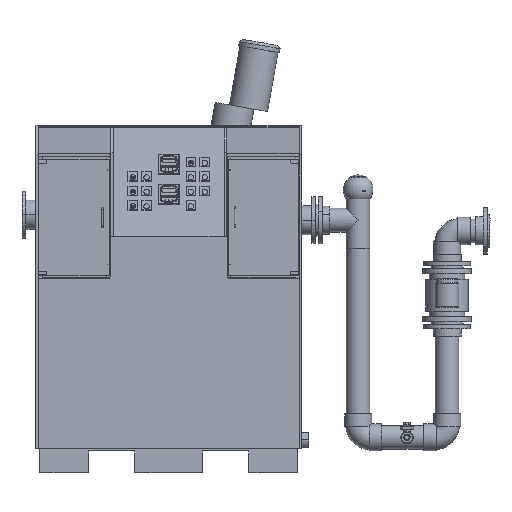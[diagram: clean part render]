
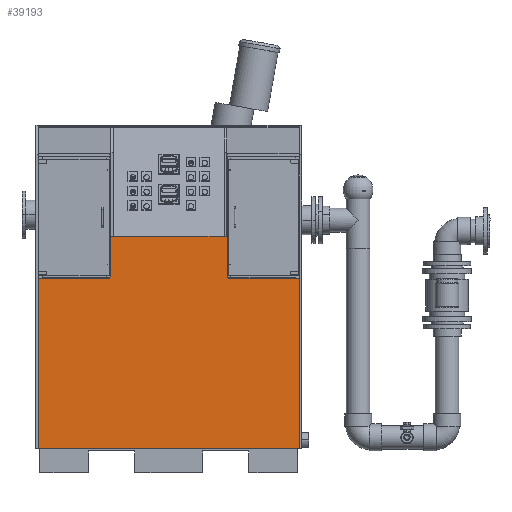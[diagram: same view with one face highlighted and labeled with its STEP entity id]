
A CAD part, front view. The second image highlights one B-rep face of the part: STEP entity #39193.
In plain terms, the highlighted face is planar.
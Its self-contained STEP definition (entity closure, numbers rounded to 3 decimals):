
#3078=VECTOR('',#45457,1.);
#3083=VECTOR('',#45469,1.);
#3086=VECTOR('',#45473,1.);
#3089=VECTOR('',#45477,1.);
#3093=VECTOR('',#45488,1.);
#3096=VECTOR('',#45492,1.);
#3099=VECTOR('',#45496,1.);
#3101=VECTOR('',#45499,1.);
#6897=LINE('',#54986,#3078);
#6902=LINE('',#55000,#3083);
#6905=LINE('',#55006,#3086);
#6908=LINE('',#55012,#3089);
#6912=LINE('',#55024,#3093);
#6915=LINE('',#55030,#3096);
#6918=LINE('',#55036,#3099);
#6920=LINE('',#55039,#3101);
#10642=PLANE('',#41622);
#12178=VERTEX_POINT('',#54985);
#12179=VERTEX_POINT('',#54987);
#12181=VERTEX_POINT('',#54993);
#12183=VERTEX_POINT('',#54999);
#12185=VERTEX_POINT('',#55005);
#12187=VERTEX_POINT('',#55011);
#12189=VERTEX_POINT('',#55017);
#12191=VERTEX_POINT('',#55023);
#12193=VERTEX_POINT('',#55029);
#12195=VERTEX_POINT('',#55035);
#15676=CIRCLE('',#41610,1.27);
#15678=CIRCLE('',#41616,1.27);
#16956=EDGE_CURVE('',#12179,#12178,#6897,.T.);
#16960=EDGE_CURVE('',#12178,#12181,#15676,.T.);
#16963=EDGE_CURVE('',#12181,#12183,#6902,.T.);
#16966=EDGE_CURVE('',#12183,#12185,#6905,.T.);
#16969=EDGE_CURVE('',#12185,#12187,#6908,.T.);
#16972=EDGE_CURVE('',#12187,#12189,#15678,.T.);
#16975=EDGE_CURVE('',#12189,#12191,#6912,.T.);
#16978=EDGE_CURVE('',#12191,#12193,#6915,.T.);
#16981=EDGE_CURVE('',#12193,#12195,#6918,.T.);
#16983=EDGE_CURVE('',#12195,#12179,#6920,.T.);
#22724=ORIENTED_EDGE('',*,*,#16983,.T.);
#22725=ORIENTED_EDGE('',*,*,#16956,.T.);
#22726=ORIENTED_EDGE('',*,*,#16960,.T.);
#22727=ORIENTED_EDGE('',*,*,#16963,.T.);
#22728=ORIENTED_EDGE('',*,*,#16966,.T.);
#22729=ORIENTED_EDGE('',*,*,#16969,.T.);
#22730=ORIENTED_EDGE('',*,*,#16972,.T.);
#22731=ORIENTED_EDGE('',*,*,#16975,.T.);
#22732=ORIENTED_EDGE('',*,*,#16978,.T.);
#22733=ORIENTED_EDGE('',*,*,#16981,.T.);
#33452=EDGE_LOOP('',(#22724,#22725,#22726,#22727,#22728,#22729,#22730,#22731,
#22732,#22733));
#36350=FACE_BOUND('',#33452,.T.);
#39193=ADVANCED_FACE('',(#36350),#10642,.F.);
#41610=AXIS2_PLACEMENT_3D('',#54994,#45464,#45465);
#41616=AXIS2_PLACEMENT_3D('',#55018,#45483,#45484);
#41622=AXIS2_PLACEMENT_3D('',#55041,#45501,$);
#45457=DIRECTION('',(1.,0.,0.));
#45464=DIRECTION('',(0.,0.,1.));
#45465=DIRECTION('',(1.27,0.,0.));
#45469=DIRECTION('',(0.,1.,0.));
#45473=DIRECTION('',(1.,0.,0.));
#45477=DIRECTION('',(0.,-1.,0.));
#45483=DIRECTION('',(0.,0.,1.));
#45484=DIRECTION('',(1.27,0.,0.));
#45488=DIRECTION('',(1.,0.,0.));
#45492=DIRECTION('',(0.,-1.,0.));
#45496=DIRECTION('',(-1.,0.,0.));
#45499=DIRECTION('',(0.,1.,0.));
#45501=DIRECTION('',(0.,0.,1.));
#54985=CARTESIAN_POINT('',(-28.575,79.375,0.));
#54986=CARTESIAN_POINT('',(-60.96,79.375,0.));
#54987=CARTESIAN_POINT('',(-60.96,79.375,0.));
#54993=CARTESIAN_POINT('',(-27.305,80.645,0.));
#54994=CARTESIAN_POINT('',(-28.575,80.645,0.));
#54999=CARTESIAN_POINT('',(-27.305,99.06,0.));
#55000=CARTESIAN_POINT('',(-27.305,80.645,0.));
#55005=CARTESIAN_POINT('',(27.305,99.06,0.));
#55006=CARTESIAN_POINT('',(-27.305,99.06,0.));
#55011=CARTESIAN_POINT('',(27.305,80.645,0.));
#55012=CARTESIAN_POINT('',(27.305,99.06,0.));
#55017=CARTESIAN_POINT('',(28.575,79.375,0.));
#55018=CARTESIAN_POINT('',(28.575,80.645,0.));
#55023=CARTESIAN_POINT('',(60.96,79.375,0.));
#55024=CARTESIAN_POINT('',(28.575,79.375,0.));
#55029=CARTESIAN_POINT('',(60.96,0.,0.));
#55030=CARTESIAN_POINT('',(60.96,79.375,0.));
#55035=CARTESIAN_POINT('',(-60.96,0.,0.));
#55036=CARTESIAN_POINT('',(60.96,0.,0.));
#55039=CARTESIAN_POINT('',(-60.96,0.,0.));
#55041=CARTESIAN_POINT('',(0.,46.451,0.));
